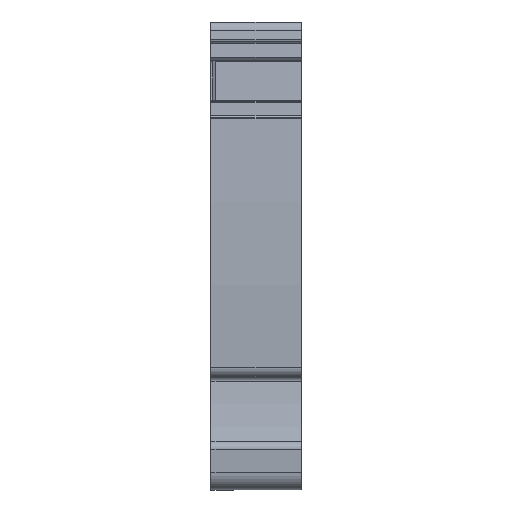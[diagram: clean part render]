
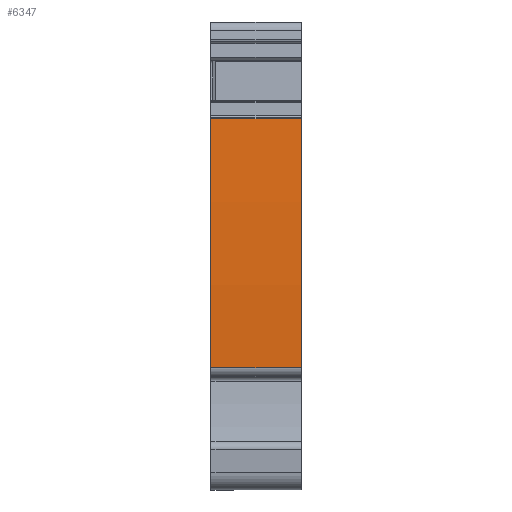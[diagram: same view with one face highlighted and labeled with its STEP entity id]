
A CAD part, front view. The second image highlights one B-rep face of the part: STEP entity #6347.
In plain terms, the highlighted cylindrical face has radius 230.64 mm (diameter 461.28 mm), a partial arc.
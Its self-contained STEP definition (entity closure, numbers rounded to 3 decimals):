
#692=AXIS2_PLACEMENT_3D('Circle Axis2P3D',#690,#691,$) ;
#3605=AXIS2_PLACEMENT_3D('Circle Axis2P3D',#3603,#3604,$) ;
#5563=AXIS2_PLACEMENT_3D('Cylinder Axis2P3D',#5560,#5561,#5562) ;
#687=CARTESIAN_POINT('Vertex',(10.,1.776,40.814)) ;
#690=CARTESIAN_POINT('Axis2P3D Location',(10.,231.877,25.05)) ;
#694=CARTESIAN_POINT('Vertex',(10.,1.529,13.45)) ;
#3600=CARTESIAN_POINT('Vertex',(0.,1.529,13.45)) ;
#3603=CARTESIAN_POINT('Axis2P3D Location',(0.,231.877,25.05)) ;
#3607=CARTESIAN_POINT('Vertex',(0.,1.776,40.814)) ;
#5560=CARTESIAN_POINT('Axis2P3D Location',(5.,231.877,25.05)) ;
#6323=CARTESIAN_POINT('Line Origine',(5.,1.776,40.814)) ;
#6336=CARTESIAN_POINT('Line Origine',(5.,1.529,13.45)) ;
#691=DIRECTION('Axis2P3D Direction',(1.,0.,0.)) ;
#3604=DIRECTION('Axis2P3D Direction',(1.,0.,0.)) ;
#5561=DIRECTION('Axis2P3D Direction',(1.,0.,0.)) ;
#5562=DIRECTION('Axis2P3D XDirection',(0.,-0.994,0.111)) ;
#6324=DIRECTION('Vector Direction',(1.,0.,0.)) ;
#6337=DIRECTION('Vector Direction',(1.,0.,0.)) ;
#6325=VECTOR('Line Direction',#6324,1.) ;
#6338=VECTOR('Line Direction',#6337,1.) ;
#6342=ORIENTED_EDGE('',*,*,#3609,.T.) ;
#6343=ORIENTED_EDGE('',*,*,#6340,.F.) ;
#6344=ORIENTED_EDGE('',*,*,#696,.F.) ;
#6345=ORIENTED_EDGE('',*,*,#6327,.T.) ;
#6347=ADVANCED_FACE('V1',(#6346),#5564,.T.) ;
#693=CIRCLE('generated circle',#692,230.64) ;
#3606=CIRCLE('generated circle',#3605,230.64) ;
#5564=CYLINDRICAL_SURFACE('generated cylinder',#5563,230.64) ;
#696=EDGE_CURVE('',#688,#695,#693,.T.) ;
#3609=EDGE_CURVE('',#3608,#3601,#3606,.T.) ;
#6327=EDGE_CURVE('',#688,#3608,#6326,.F.) ;
#6340=EDGE_CURVE('',#695,#3601,#6339,.F.) ;
#6341=EDGE_LOOP('',(#6342,#6343,#6344,#6345)) ;
#6346=FACE_OUTER_BOUND('',#6341,.T.) ;
#6326=LINE('Line',#6323,#6325) ;
#6339=LINE('Line',#6336,#6338) ;
#688=VERTEX_POINT('',#687) ;
#695=VERTEX_POINT('',#694) ;
#3601=VERTEX_POINT('',#3600) ;
#3608=VERTEX_POINT('',#3607) ;
